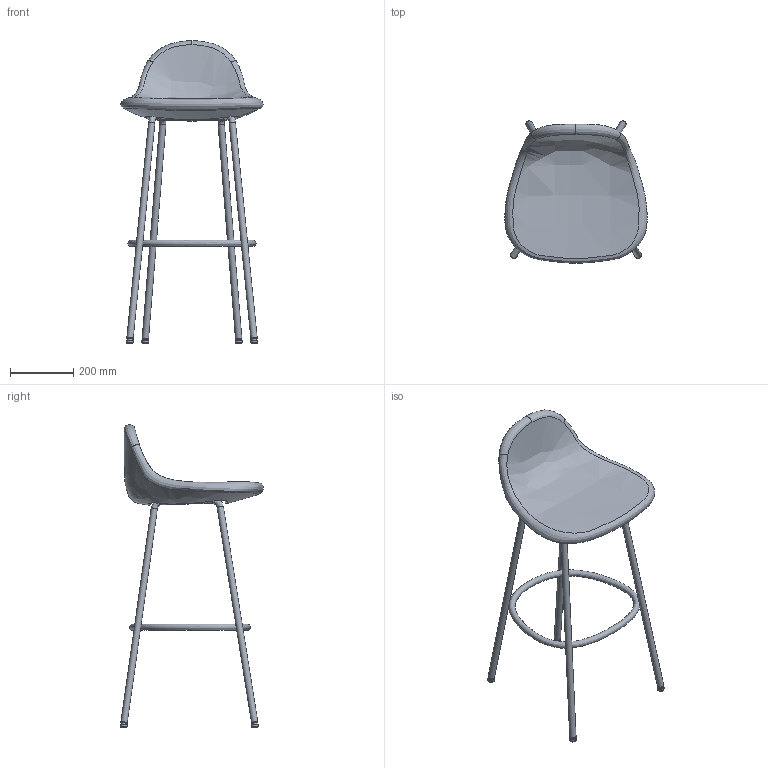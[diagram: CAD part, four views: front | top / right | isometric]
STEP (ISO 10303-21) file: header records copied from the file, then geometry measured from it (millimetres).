
FILE_DESCRIPTION(/* description */ (''),/* implementation_level */ '2;1');
FILE_NAME(/* name */ 'Pebble_CB-275_3D',/* time_stamp */ '2023-10-06T12:12:54+02:00',/* author */ (''),/* organization */ (''),/* preprocessor_version */ 'ST-DEVELOPER v16.5',/* originating_system */ 'Rhino 7.31',/* authorisation */ '');
FILE_SCHEMA (('AUTOMOTIVE_DESIGN'));
Length unit declared in the file: centimetre
Products named in the file (2): Document; Pebble_CB-275
Assembly tree (1 placements, depth 2):
  Document
    Pebble_CB-275
Bounding box: 450.72 x 452.26 x 958.39 mm (x, y, z)
Volume: 9783115.8 mm3; surface area: 782897.9 mm2
Topology: 7 solids, 21 shells, 86 faces, 146 edges, 93 vertices
Faces by surface type: plane 35, bspline 32, cylinder 19
Full cylindrical faces by diameter (mm): 19.5 x4, 20 x9, 21 x4
Entity records: 9703 total; most frequent: CARTESIAN_POINT 8428, ORIENTED_EDGE 276, EDGE_CURVE 146, EDGE_LOOP 95, VERTEX_POINT 93, ADVANCED_FACE 86, FACE_OUTER_BOUND 86, DIRECTION 64
